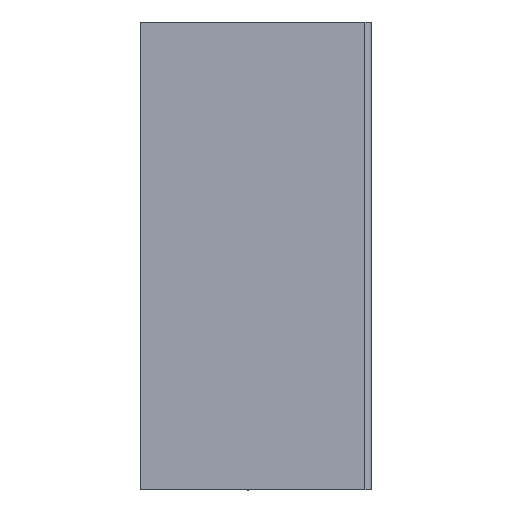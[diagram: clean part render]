
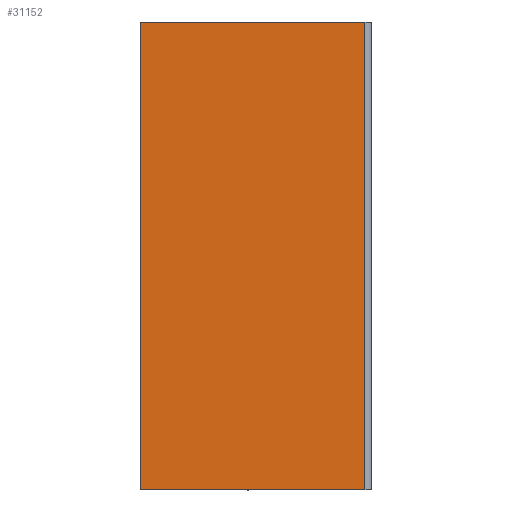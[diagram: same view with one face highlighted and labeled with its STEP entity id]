
A CAD part, left-side view. The second image highlights one B-rep face of the part: STEP entity #31152.
In plain terms, the highlighted planar face has unit normal (-1, 0, 0).
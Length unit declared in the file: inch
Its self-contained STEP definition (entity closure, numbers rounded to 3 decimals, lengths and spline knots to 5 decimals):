
#798 = PLANE ( 'NONE',  #28380 ) ;
#799 = CARTESIAN_POINT ( 'NONE',  ( -0.886, -1.53, -3.189 ) ) ;
#800 = DIRECTION ( 'NONE',  ( -1., 0., 0. ) ) ;
#801 = DIRECTION ( 'NONE',  ( 0., 0., 1. ) ) ;
#2194 = FACE_OUTER_BOUND ( 'NONE', #12886, .T. ) ;
#3718 = CARTESIAN_POINT ( 'NONE',  ( -0.886, -1.53, -3.189 ) ) ;
#3719 = CARTESIAN_POINT ( 'NONE',  ( -0.886, 0., -3.189 ) ) ;
#3720 = CARTESIAN_POINT ( 'NONE',  ( -0.886, 0., 0. ) ) ;
#3721 = CARTESIAN_POINT ( 'NONE',  ( -0.886, -1.53, 0. ) ) ;
#8207 = VECTOR ( 'NONE', #28475, 39.37008 ) ;
#8208 = VECTOR ( 'NONE', #28478, 39.37008 ) ;
#8209 = VECTOR ( 'NONE', #28482, 39.37008 ) ;
#8211 = VECTOR ( 'NONE', #28486, 39.37008 ) ;
#10982 = EDGE_CURVE ( 'NONE', #22137, #22140, #18988, .T. ) ;
#10983 = EDGE_CURVE ( 'NONE', #22138, #22137, #18989, .T. ) ;
#10984 = EDGE_CURVE ( 'NONE', #22140, #22139, #18990, .T. ) ;
#10985 = EDGE_CURVE ( 'NONE', #22139, #22138, #18991, .T. ) ;
#12886 = EDGE_LOOP ( 'NONE', ( #21283, #21285, #21284, #21286 ) ) ;
#18988 = LINE ( 'NONE', #28474, #8207 ) ;
#18989 = LINE ( 'NONE', #28477, #8208 ) ;
#18990 = LINE ( 'NONE', #28480, #8209 ) ;
#18991 = LINE ( 'NONE', #28484, #8211 ) ;
#21283 = ORIENTED_EDGE ( 'NONE', *, *, #10984, .T. ) ;
#21284 = ORIENTED_EDGE ( 'NONE', *, *, #10983, .T. ) ;
#21285 = ORIENTED_EDGE ( 'NONE', *, *, #10985, .T. ) ;
#21286 = ORIENTED_EDGE ( 'NONE', *, *, #10982, .T. ) ;
#22137 = VERTEX_POINT ( 'NONE', #3718 ) ;
#22138 = VERTEX_POINT ( 'NONE', #3719 ) ;
#22139 = VERTEX_POINT ( 'NONE', #3720 ) ;
#22140 = VERTEX_POINT ( 'NONE', #3721 ) ;
#28380 = AXIS2_PLACEMENT_3D ( 'NONE', #799, #800, #801 ) ;
#28474 = CARTESIAN_POINT ( 'NONE',  ( -0.886, -1.53, -1.5945 ) ) ;
#28475 = DIRECTION ( 'NONE',  ( 0., 0., 1. ) ) ;
#28477 = CARTESIAN_POINT ( 'NONE',  ( -0.886, -0.765, -3.189 ) ) ;
#28478 = DIRECTION ( 'NONE',  ( 0., -1., 0. ) ) ;
#28480 = CARTESIAN_POINT ( 'NONE',  ( -0.886, -0.765, 0. ) ) ;
#28482 = DIRECTION ( 'NONE',  ( 0., 1., 0. ) ) ;
#28484 = CARTESIAN_POINT ( 'NONE',  ( -0.886, 0., -1.5945 ) ) ;
#28486 = DIRECTION ( 'NONE',  ( 0., 0., -1. ) ) ;
#31152 = ADVANCED_FACE ( 'NONE', ( #2194 ), #798, .T. ) ;
